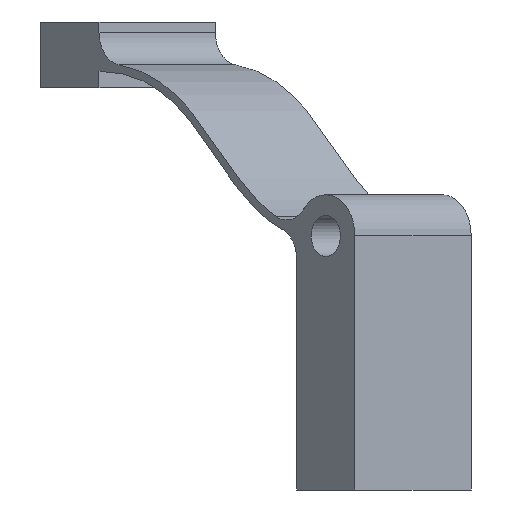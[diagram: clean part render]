
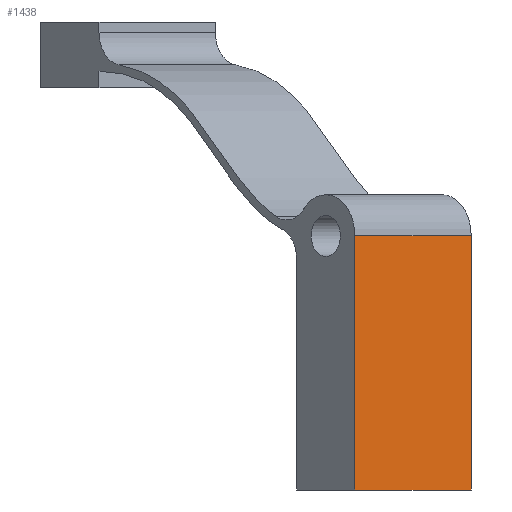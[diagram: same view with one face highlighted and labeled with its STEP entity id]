
A CAD part, front view. The second image highlights one B-rep face of the part: STEP entity #1438.
In plain terms, the highlighted planar face has unit normal (0.707, -0.707, 0).
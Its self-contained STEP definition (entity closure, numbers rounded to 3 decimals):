
#41 = PLANE('',#42);
#42 = AXIS2_PLACEMENT_3D('',#43,#44,#45);
#43 = CARTESIAN_POINT('',(30.123,-23.052,
    -7.895));
#44 = DIRECTION('',(-0.707,-0.707,0.));
#45 = DIRECTION('',(0.,0.,-1.));
#202 = VERTEX_POINT('',#203);
#203 = CARTESIAN_POINT('',(49.215,-42.144,-33.6)
  );
#216 = PLANE('',#217);
#217 = AXIS2_PLACEMENT_3D('',#218,#219,#220);
#218 = CARTESIAN_POINT('',(-55.,-55.,-33.6));
#219 = DIRECTION('',(0.,0.,1.));
#220 = DIRECTION('',(1.,0.,-0.));
#227 = EDGE_CURVE('',#202,#228,#230,.T.);
#228 = VERTEX_POINT('',#229);
#229 = CARTESIAN_POINT('',(49.215,-42.144,
    -18.145));
#230 = SURFACE_CURVE('',#231,(#235,#242),.PCURVE_S1.);
#231 = LINE('',#232,#233);
#232 = CARTESIAN_POINT('',(49.215,-42.144,
    -68.145));
#233 = VECTOR('',#234,1.);
#234 = DIRECTION('',(0.,0.,1.));
#235 = PCURVE('',#41,#236);
#236 = DEFINITIONAL_REPRESENTATION('',(#237),#241);
#237 = LINE('',#238,#239);
#238 = CARTESIAN_POINT('',(60.25,27.));
#239 = VECTOR('',#240,1.);
#240 = DIRECTION('',(-1.,0.));
#241 = ( GEOMETRIC_REPRESENTATION_CONTEXT(2) 
PARAMETRIC_REPRESENTATION_CONTEXT() REPRESENTATION_CONTEXT('2D SPACE',''
  ) );
#242 = PCURVE('',#243,#248);
#243 = PLANE('',#244);
#244 = AXIS2_PLACEMENT_3D('',#245,#246,#247);
#245 = CARTESIAN_POINT('',(49.215,-42.144,
    -68.145));
#246 = DIRECTION('',(0.707,-0.707,0.));
#247 = DIRECTION('',(0.,0.,1.));
#248 = DEFINITIONAL_REPRESENTATION('',(#249),#253);
#249 = LINE('',#250,#251);
#250 = CARTESIAN_POINT('',(0.,0.));
#251 = VECTOR('',#252,1.);
#252 = DIRECTION('',(1.,0.));
#253 = ( GEOMETRIC_REPRESENTATION_CONTEXT(2) 
PARAMETRIC_REPRESENTATION_CONTEXT() REPRESENTATION_CONTEXT('2D SPACE',''
  ) );
#272 = CYLINDRICAL_SURFACE('',#273,2.5);
#273 = AXIS2_PLACEMENT_3D('',#274,#275,#276);
#274 = CARTESIAN_POINT('',(47.447,-40.376,
    -18.145));
#275 = DIRECTION('',(-0.707,-0.707,0.)
  );
#276 = DIRECTION('',(0.,0.,-1.));
#753 = PLANE('',#754);
#754 = AXIS2_PLACEMENT_3D('',#755,#756,#757);
#755 = CARTESIAN_POINT('',(23.052,-30.123,
    -7.895));
#756 = DIRECTION('',(0.707,0.707,0.));
#757 = DIRECTION('',(0.,0.,1.));
#1389 = VERTEX_POINT('',#1390);
#1390 = CARTESIAN_POINT('',(42.144,-49.215,
    -18.145));
#1416 = EDGE_CURVE('',#228,#1389,#1417,.T.);
#1417 = SURFACE_CURVE('',#1418,(#1422,#1429),.PCURVE_S1.);
#1418 = LINE('',#1419,#1420);
#1419 = CARTESIAN_POINT('',(49.215,-42.144,
    -18.145));
#1420 = VECTOR('',#1421,1.);
#1421 = DIRECTION('',(-0.707,-0.707,0.));
#1422 = PCURVE('',#272,#1423);
#1423 = DEFINITIONAL_REPRESENTATION('',(#1424),#1428);
#1424 = LINE('',#1425,#1426);
#1425 = CARTESIAN_POINT('',(1.571,0.));
#1426 = VECTOR('',#1427,1.);
#1427 = DIRECTION('',(0.,1.));
#1428 = ( GEOMETRIC_REPRESENTATION_CONTEXT(2) 
PARAMETRIC_REPRESENTATION_CONTEXT() REPRESENTATION_CONTEXT('2D SPACE',''
  ) );
#1429 = PCURVE('',#243,#1430);
#1430 = DEFINITIONAL_REPRESENTATION('',(#1431),#1435);
#1431 = LINE('',#1432,#1433);
#1432 = CARTESIAN_POINT('',(50.,0.));
#1433 = VECTOR('',#1434,1.);
#1434 = DIRECTION('',(0.,1.));
#1435 = ( GEOMETRIC_REPRESENTATION_CONTEXT(2) 
PARAMETRIC_REPRESENTATION_CONTEXT() REPRESENTATION_CONTEXT('2D SPACE',''
  ) );
#1438 = ADVANCED_FACE('',(#1439),#243,.T.);
#1439 = FACE_BOUND('',#1440,.T.);
#1440 = EDGE_LOOP('',(#1441,#1464,#1483,#1484));
#1441 = ORIENTED_EDGE('',*,*,#1442,.F.);
#1442 = EDGE_CURVE('',#1443,#1389,#1445,.T.);
#1443 = VERTEX_POINT('',#1444);
#1444 = CARTESIAN_POINT('',(42.144,-49.215,-33.6)
  );
#1445 = SURFACE_CURVE('',#1446,(#1450,#1457),.PCURVE_S1.);
#1446 = LINE('',#1447,#1448);
#1447 = CARTESIAN_POINT('',(42.144,-49.215,
    -68.145));
#1448 = VECTOR('',#1449,1.);
#1449 = DIRECTION('',(0.,0.,1.));
#1450 = PCURVE('',#243,#1451);
#1451 = DEFINITIONAL_REPRESENTATION('',(#1452),#1456);
#1452 = LINE('',#1453,#1454);
#1453 = CARTESIAN_POINT('',(0.,10.));
#1454 = VECTOR('',#1455,1.);
#1455 = DIRECTION('',(1.,0.));
#1456 = ( GEOMETRIC_REPRESENTATION_CONTEXT(2) 
PARAMETRIC_REPRESENTATION_CONTEXT() REPRESENTATION_CONTEXT('2D SPACE',''
  ) );
#1457 = PCURVE('',#753,#1458);
#1458 = DEFINITIONAL_REPRESENTATION('',(#1459),#1463);
#1459 = LINE('',#1460,#1461);
#1460 = CARTESIAN_POINT('',(-60.25,27.));
#1461 = VECTOR('',#1462,1.);
#1462 = DIRECTION('',(1.,0.));
#1463 = ( GEOMETRIC_REPRESENTATION_CONTEXT(2) 
PARAMETRIC_REPRESENTATION_CONTEXT() REPRESENTATION_CONTEXT('2D SPACE',''
  ) );
#1464 = ORIENTED_EDGE('',*,*,#1465,.F.);
#1465 = EDGE_CURVE('',#202,#1443,#1466,.T.);
#1466 = SURFACE_CURVE('',#1467,(#1471,#1477),.PCURVE_S1.);
#1467 = LINE('',#1468,#1469);
#1468 = CARTESIAN_POINT('',(19.947,-71.411,-33.6)
  );
#1469 = VECTOR('',#1470,1.);
#1470 = DIRECTION('',(-0.707,-0.707,0.));
#1471 = PCURVE('',#243,#1472);
#1472 = DEFINITIONAL_REPRESENTATION('',(#1473),#1476);
#1473 = B_SPLINE_CURVE_WITH_KNOTS('',1,(#1474,#1475),.UNSPECIFIED.,.F.,
  .F.,(2,2),(-41.391,-31.391),.PIECEWISE_BEZIER_KNOTS.);
#1474 = CARTESIAN_POINT('',(34.545,0.));
#1475 = CARTESIAN_POINT('',(34.545,10.));
#1476 = ( GEOMETRIC_REPRESENTATION_CONTEXT(2) 
PARAMETRIC_REPRESENTATION_CONTEXT() REPRESENTATION_CONTEXT('2D SPACE',''
  ) );
#1477 = PCURVE('',#216,#1478);
#1478 = DEFINITIONAL_REPRESENTATION('',(#1479),#1482);
#1479 = B_SPLINE_CURVE_WITH_KNOTS('',1,(#1480,#1481),.UNSPECIFIED.,.F.,
  .F.,(2,2),(-41.391,-31.391),.PIECEWISE_BEZIER_KNOTS.);
#1480 = CARTESIAN_POINT('',(104.215,12.856));
#1481 = CARTESIAN_POINT('',(97.144,5.785));
#1482 = ( GEOMETRIC_REPRESENTATION_CONTEXT(2) 
PARAMETRIC_REPRESENTATION_CONTEXT() REPRESENTATION_CONTEXT('2D SPACE',''
  ) );
#1483 = ORIENTED_EDGE('',*,*,#227,.T.);
#1484 = ORIENTED_EDGE('',*,*,#1416,.T.);
